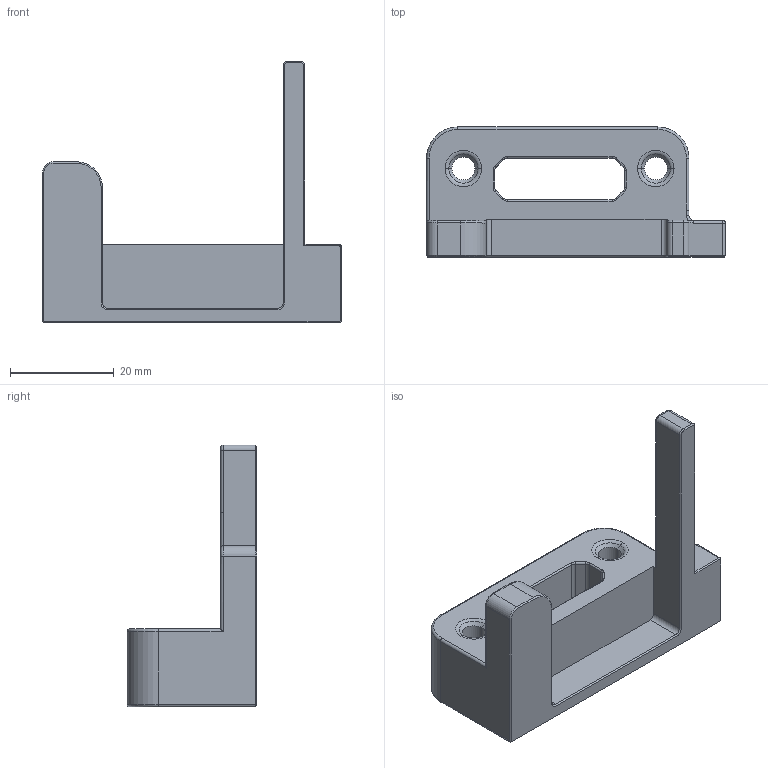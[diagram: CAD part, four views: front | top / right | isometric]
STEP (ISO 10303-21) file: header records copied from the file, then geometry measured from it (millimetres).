
FILE_DESCRIPTION (( 'STEP AP214' ), '1' );
FILE_NAME ('Z motor bracket Mirror X2 .STEP', '2025-08-09T05:53:24', ( '' ), ( '' ), 'SwSTEP 2.0', 'SolidWorks 2021', '' );
FILE_SCHEMA (( 'AUTOMOTIVE_DESIGN' ));
Length unit declared in the file: millimetre
Products named in the file (1): Z motor bracket Mirror X2 
Bounding box: 57.47 x 25 x 50.38 mm (x, y, z)
Volume: 15027.4 mm3; surface area: 7318.8 mm2
Topology: 1 solids, 1 shells, 157 faces, 367 edges, 212 vertices
Faces by surface type: cylinder 62, plane 41, torus 38, cone 13, sphere 2, bspline 1
Entity records: 4511 total; most frequent: DIRECTION 855, CARTESIAN_POINT 788, ORIENTED_EDGE 730, EDGE_CURVE 365, AXIS2_PLACEMENT_3D 339, VERTEX_POINT 212, CIRCLE 182, LINE 177
